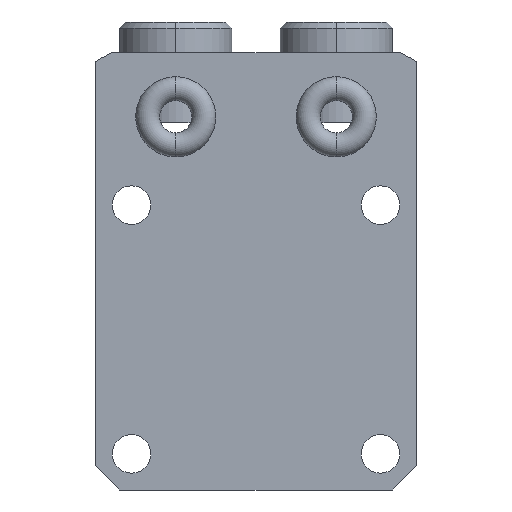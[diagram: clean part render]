
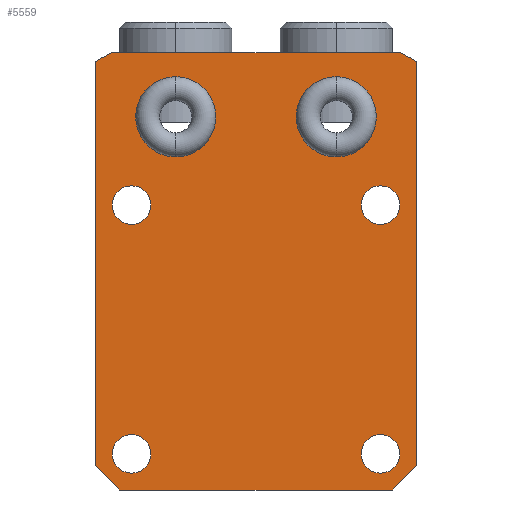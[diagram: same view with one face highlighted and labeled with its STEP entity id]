
A CAD part, front view. The second image highlights one B-rep face of the part: STEP entity #5559.
In plain terms, the highlighted planar face has unit normal (0, -1, 0).
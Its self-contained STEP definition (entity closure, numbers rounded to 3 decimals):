
#1383=CARTESIAN_POINT('',(0.,-26.,0.));
#1384=DIRECTION('',(0.,-1.,0.));
#1385=DIRECTION('',(0.514,0.,0.858));
#1386=AXIS2_PLACEMENT_3D('',#1383,#1384,#1385);
#1414=CARTESIAN_POINT('',(0.,-26.,0.));
#1415=DIRECTION('',(0.,-1.,0.));
#1416=DIRECTION('',(-0.462,0.,0.887));
#1417=AXIS2_PLACEMENT_3D('',#1414,#1415,#1416);
#2309=DIRECTION('',(0.707,0.,0.707));
#2310=VECTOR('',#2309,4.243);
#2311=CARTESIAN_POINT('',(17.,-26.,-20.));
#2312=LINE('',#2311,#2310);
#2316=DIRECTION('',(1.,0.,0.));
#2317=VECTOR('',#2316,34.);
#2318=CARTESIAN_POINT('',(-17.,-26.,-20.));
#2319=LINE('',#2318,#2317);
#2323=DIRECTION('',(0.707,0.,-0.707));
#2324=VECTOR('',#2323,4.243);
#2325=CARTESIAN_POINT('',(-20.,-26.,-17.));
#2326=LINE('',#2325,#2324);
#2330=DIRECTION('',(0.,0.,-1.));
#2331=VECTOR('',#2330,50.359);
#2332=CARTESIAN_POINT('',(-20.,-26.,33.359));
#2333=LINE('',#2332,#2331);
#2337=DIRECTION('',(-1.,0.,0.));
#2338=VECTOR('',#2337,35.921);
#2339=CARTESIAN_POINT('',(17.96,-26.,34.5));
#2340=LINE('',#2339,#2338);
#2344=DIRECTION('',(0.,0.,1.));
#2345=VECTOR('',#2344,50.359);
#2346=CARTESIAN_POINT('',(20.,-26.,-17.));
#2347=LINE('',#2346,#2345);
#2351=CARTESIAN_POINT('',(15.5,-26.,-15.5));
#2352=DIRECTION('',(0.,1.,0.));
#2353=DIRECTION('',(1.,0.,0.));
#2354=AXIS2_PLACEMENT_3D('',#2351,#2352,#2353);
#2359=CARTESIAN_POINT('',(15.5,-26.,-15.5));
#2360=DIRECTION('',(0.,1.,0.));
#2361=DIRECTION('',(-1.,0.,0.));
#2362=AXIS2_PLACEMENT_3D('',#2359,#2360,#2361);
#2367=CARTESIAN_POINT('',(-15.5,-26.,-15.5));
#2368=DIRECTION('',(0.,1.,0.));
#2369=DIRECTION('',(1.,0.,0.));
#2370=AXIS2_PLACEMENT_3D('',#2367,#2368,#2369);
#2375=CARTESIAN_POINT('',(-15.5,-26.,-15.5));
#2376=DIRECTION('',(0.,1.,0.));
#2377=DIRECTION('',(-1.,0.,0.));
#2378=AXIS2_PLACEMENT_3D('',#2375,#2376,#2377);
#2383=CARTESIAN_POINT('',(-15.5,-26.,15.5));
#2384=DIRECTION('',(0.,1.,0.));
#2385=DIRECTION('',(1.,0.,0.));
#2386=AXIS2_PLACEMENT_3D('',#2383,#2384,#2385);
#2391=CARTESIAN_POINT('',(-15.5,-26.,15.5));
#2392=DIRECTION('',(0.,1.,0.));
#2393=DIRECTION('',(-1.,0.,0.));
#2394=AXIS2_PLACEMENT_3D('',#2391,#2392,#2393);
#2399=CARTESIAN_POINT('',(15.5,-26.,15.5));
#2400=DIRECTION('',(0.,1.,0.));
#2401=DIRECTION('',(1.,0.,0.));
#2402=AXIS2_PLACEMENT_3D('',#2399,#2400,#2401);
#2407=CARTESIAN_POINT('',(15.5,-26.,15.5));
#2408=DIRECTION('',(0.,1.,0.));
#2409=DIRECTION('',(-1.,0.,0.));
#2410=AXIS2_PLACEMENT_3D('',#2407,#2408,#2409);
#2415=CARTESIAN_POINT('',(10.,-26.,26.5));
#2416=DIRECTION('',(0.,-1.,0.));
#2417=DIRECTION('',(-1.,0.,0.));
#2418=AXIS2_PLACEMENT_3D('',#2415,#2416,#2417);
#2423=CARTESIAN_POINT('',(10.,-26.,26.5));
#2424=DIRECTION('',(0.,-1.,0.));
#2425=DIRECTION('',(1.,0.,0.));
#2426=AXIS2_PLACEMENT_3D('',#2423,#2424,#2425);
#2431=CARTESIAN_POINT('',(-10.,-26.,26.5));
#2432=DIRECTION('',(0.,1.,0.));
#2433=DIRECTION('',(1.,0.,0.));
#2434=AXIS2_PLACEMENT_3D('',#2431,#2432,#2433);
#2439=CARTESIAN_POINT('',(-10.,-26.,26.5));
#2440=DIRECTION('',(0.,1.,0.));
#2441=DIRECTION('',(-1.,0.,0.));
#2442=AXIS2_PLACEMENT_3D('',#2439,#2440,#2441);
#3303=CARTESIAN_POINT('',(20.,-26.,33.359));
#3305=VERTEX_POINT('',#3303);
#3307=CARTESIAN_POINT('',(-20.,-26.,33.359));
#3309=VERTEX_POINT('',#3307);
#3310=CARTESIAN_POINT('',(17.,-26.,-20.));
#3312=VERTEX_POINT('',#3310);
#3316=CARTESIAN_POINT('',(20.,-26.,-17.));
#3317=VERTEX_POINT('',#3316);
#3318=CARTESIAN_POINT('',(-20.,-26.,-17.));
#3320=VERTEX_POINT('',#3318);
#3324=CARTESIAN_POINT('',(-17.,-26.,-20.));
#3325=VERTEX_POINT('',#3324);
#3342=CARTESIAN_POINT('',(17.9,-26.,-15.5));
#3343=VERTEX_POINT('',#3342);
#3344=CARTESIAN_POINT('',(13.1,-26.,-15.5));
#3345=VERTEX_POINT('',#3344);
#3346=CARTESIAN_POINT('',(-13.1,-26.,-15.5));
#3347=VERTEX_POINT('',#3346);
#3348=CARTESIAN_POINT('',(-17.9,-26.,-15.5));
#3349=VERTEX_POINT('',#3348);
#3350=CARTESIAN_POINT('',(-13.1,-26.,15.5));
#3351=VERTEX_POINT('',#3350);
#3352=CARTESIAN_POINT('',(-17.9,-26.,15.5));
#3353=VERTEX_POINT('',#3352);
#3354=CARTESIAN_POINT('',(17.9,-26.,15.5));
#3355=VERTEX_POINT('',#3354);
#3356=CARTESIAN_POINT('',(13.1,-26.,15.5));
#3357=VERTEX_POINT('',#3356);
#3375=CARTESIAN_POINT('',(17.96,-26.,34.5));
#3376=VERTEX_POINT('',#3375);
#3385=CARTESIAN_POINT('',(-17.96,-26.,34.5));
#3386=VERTEX_POINT('',#3385);
#3417=CARTESIAN_POINT('',(5.,-26.,26.5));
#3418=CARTESIAN_POINT('',(15.,-26.,26.5));
#3419=VERTEX_POINT('',#3417);
#3420=VERTEX_POINT('',#3418);
#3453=CARTESIAN_POINT('',(-5.,-26.,26.5));
#3454=VERTEX_POINT('',#3453);
#3455=CARTESIAN_POINT('',(-15.,-26.,26.5));
#3456=VERTEX_POINT('',#3455);
#5507=CARTESIAN_POINT('',(0.,-26.,0.));
#5508=DIRECTION('',(0.,-1.,0.));
#5509=DIRECTION('',(-1.,0.,0.));
#5510=AXIS2_PLACEMENT_3D('',#5507,#5508,#5509);
#5511=PLANE('',#5510);
#5512=ORIENTED_EDGE('',*,*,#4681,.F.);
#5513=ORIENTED_EDGE('',*,*,#4698,.F.);
#5514=ORIENTED_EDGE('',*,*,#4710,.F.);
#5515=ORIENTED_EDGE('',*,*,#4726,.F.);
#5516=ORIENTED_EDGE('',*,*,#4761,.F.);
#5517=ORIENTED_EDGE('',*,*,#4805,.F.);
#5518=ORIENTED_EDGE('',*,*,#4745,.F.);
#5520=ORIENTED_EDGE('',*,*,#5519,.F.);
#5521=EDGE_LOOP('',(#5512,#5513,#5514,#5515,#5516,#5517,#5518,#5520));
#5522=FACE_OUTER_BOUND('',#5521,.F.);
#5524=ORIENTED_EDGE('',*,*,#5523,.F.);
#5526=ORIENTED_EDGE('',*,*,#5525,.F.);
#5527=EDGE_LOOP('',(#5524,#5526));
#5528=FACE_BOUND('',#5527,.F.);
#5530=ORIENTED_EDGE('',*,*,#5529,.F.);
#5532=ORIENTED_EDGE('',*,*,#5531,.F.);
#5533=EDGE_LOOP('',(#5530,#5532));
#5534=FACE_BOUND('',#5533,.F.);
#5536=ORIENTED_EDGE('',*,*,#5535,.F.);
#5538=ORIENTED_EDGE('',*,*,#5537,.F.);
#5539=EDGE_LOOP('',(#5536,#5538));
#5540=FACE_BOUND('',#5539,.F.);
#5542=ORIENTED_EDGE('',*,*,#5541,.F.);
#5544=ORIENTED_EDGE('',*,*,#5543,.F.);
#5545=EDGE_LOOP('',(#5542,#5544));
#5546=FACE_BOUND('',#5545,.F.);
#5548=ORIENTED_EDGE('',*,*,#5547,.T.);
#5550=ORIENTED_EDGE('',*,*,#5549,.T.);
#5551=EDGE_LOOP('',(#5548,#5550));
#5552=FACE_BOUND('',#5551,.F.);
#5554=ORIENTED_EDGE('',*,*,#5553,.F.);
#5556=ORIENTED_EDGE('',*,*,#5555,.F.);
#5557=EDGE_LOOP('',(#5554,#5556));
#5558=FACE_BOUND('',#5557,.F.);
#1387=CIRCLE('',#1386,38.895);
#1418=CIRCLE('',#1417,38.895);
#2355=CIRCLE('',#2354,2.4);
#2363=CIRCLE('',#2362,2.4);
#2371=CIRCLE('',#2370,2.4);
#2379=CIRCLE('',#2378,2.4);
#2387=CIRCLE('',#2386,2.4);
#2395=CIRCLE('',#2394,2.4);
#2403=CIRCLE('',#2402,2.4);
#2411=CIRCLE('',#2410,2.4);
#2419=CIRCLE('',#2418,5.);
#2427=CIRCLE('',#2426,5.);
#2435=CIRCLE('',#2434,5.);
#2443=CIRCLE('',#2442,5.);
#4681=EDGE_CURVE('',#3312,#3317,#2312,.T.);
#4698=EDGE_CURVE('',#3325,#3312,#2319,.T.);
#4710=EDGE_CURVE('',#3320,#3325,#2326,.T.);
#4726=EDGE_CURVE('',#3309,#3320,#2333,.T.);
#4745=EDGE_CURVE('',#3305,#3376,#1387,.T.);
#4761=EDGE_CURVE('',#3386,#3309,#1418,.T.);
#4805=EDGE_CURVE('',#3376,#3386,#2340,.T.);
#5519=EDGE_CURVE('',#3317,#3305,#2347,.T.);
#5523=EDGE_CURVE('',#3343,#3345,#2355,.T.);
#5525=EDGE_CURVE('',#3345,#3343,#2363,.T.);
#5529=EDGE_CURVE('',#3347,#3349,#2371,.T.);
#5531=EDGE_CURVE('',#3349,#3347,#2379,.T.);
#5535=EDGE_CURVE('',#3351,#3353,#2387,.T.);
#5537=EDGE_CURVE('',#3353,#3351,#2395,.T.);
#5541=EDGE_CURVE('',#3355,#3357,#2403,.T.);
#5543=EDGE_CURVE('',#3357,#3355,#2411,.T.);
#5547=EDGE_CURVE('',#3419,#3420,#2419,.T.);
#5549=EDGE_CURVE('',#3420,#3419,#2427,.T.);
#5553=EDGE_CURVE('',#3454,#3456,#2435,.T.);
#5555=EDGE_CURVE('',#3456,#3454,#2443,.T.);
#5559=ADVANCED_FACE('',(#5522,#5528,#5534,#5540,#5546,#5552,#5558),#5511,.T.);
